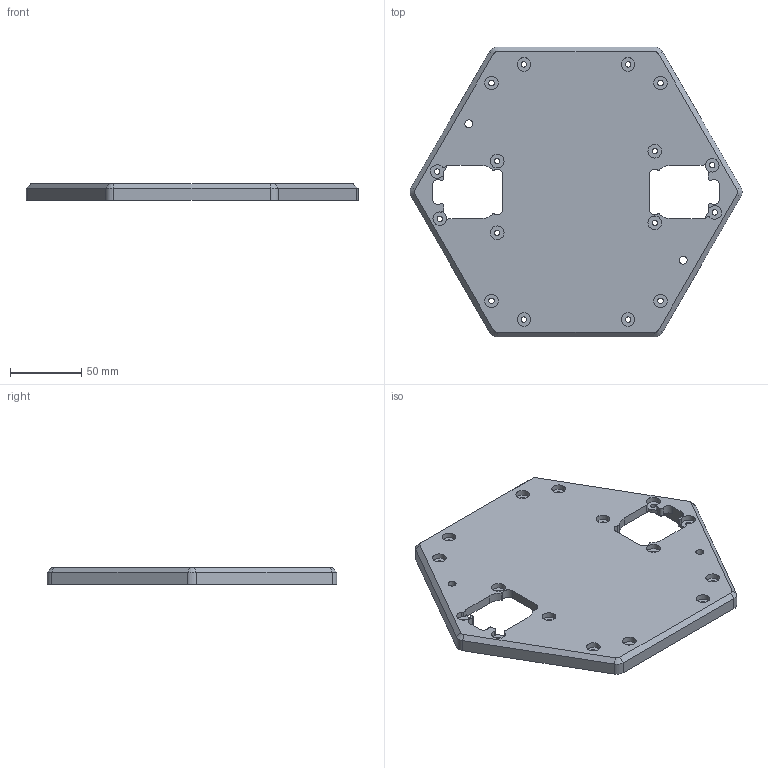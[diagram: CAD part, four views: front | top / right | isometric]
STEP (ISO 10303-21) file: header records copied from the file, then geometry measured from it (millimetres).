
FILE_DESCRIPTION(/* description */ (''),/* implementation_level */ '2;1');
FILE_NAME(/* name */ 'WhirlWax_TopPlate.step',/* time_stamp */ '2023-07-12T00:36:35-04:00',/* author */ (''),/* organization */ (''),/* preprocessor_version */ 'ST-DEVELOPER v19.2',/* originating_system */ 'Autodesk Translation Framework v12.6.0.85',/* authorisation */ '');
FILE_SCHEMA (('AUTOMOTIVE_DESIGN { 1 0 10303 214 3 1 1 }'));
Length unit declared in the file: inch
Products named in the file (1): WhirlWax_August
Bounding box: 232.67 x 203.2 x 11.76 mm (x, y, z)
Volume: 226516.4 mm3; surface area: 79343.6 mm2
Topology: 1 solids, 1 shells, 149 faces, 394 edges, 258 vertices
Faces by surface type: cylinder 84, plane 59, cone 6
Full cylindrical faces by diameter (mm): 3.81 x16, 5.58 x2, 9.525 x12
Entity records: 4785 total; most frequent: DIRECTION 872, CARTESIAN_POINT 802, ORIENTED_EDGE 788, EDGE_CURVE 394, AXIS2_PLACEMENT_3D 328, VERTEX_POINT 258, LINE 216, VECTOR 216
